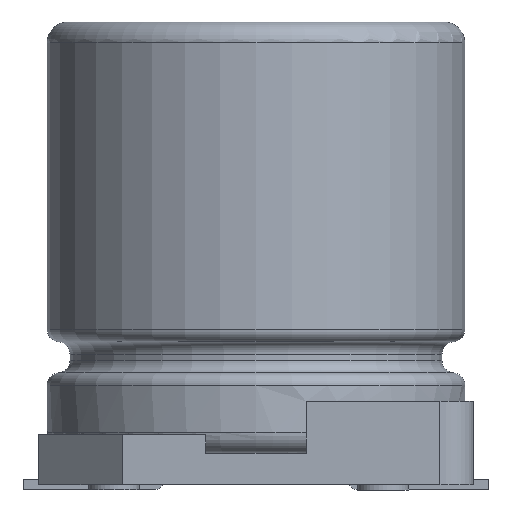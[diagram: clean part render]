
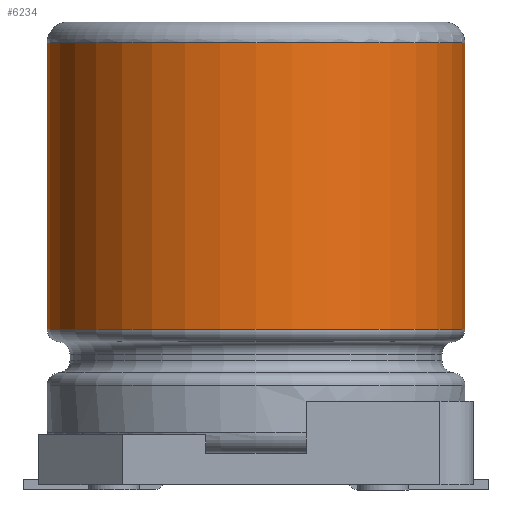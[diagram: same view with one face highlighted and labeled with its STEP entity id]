
A CAD part, front view. The second image highlights one B-rep face of the part: STEP entity #6234.
In plain terms, the highlighted cylindrical face has radius 6.25 mm (diameter 12.5 mm), a full revolution.
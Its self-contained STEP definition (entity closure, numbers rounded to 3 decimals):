
#121=CYLINDRICAL_SURFACE('',#6582,6.25);
#223=CIRCLE('',#6573,6.25);
#226=CIRCLE('',#6578,6.25);
#1124=ORIENTED_EDGE('',*,*,#2022,.T.);
#1125=ORIENTED_EDGE('',*,*,#2019,.T.);
#2019=EDGE_CURVE('',#2526,#2526,#223,.T.);
#2022=EDGE_CURVE('',#2527,#2527,#226,.T.);
#2526=VERTEX_POINT('',#9543);
#2527=VERTEX_POINT('',#9549);
#3770=EDGE_LOOP('',(#1124));
#3771=EDGE_LOOP('',(#1125));
#4069=FACE_BOUND('',#3770,.T.);
#4070=FACE_BOUND('',#3771,.T.);
#6234=ADVANCED_FACE('',(#4069,#4070),#121,.T.);
#6573=AXIS2_PLACEMENT_3D('',#9542,#7535,#7536);
#6578=AXIS2_PLACEMENT_3D('',#9548,#7545,#7546);
#6582=AXIS2_PLACEMENT_3D('',#9553,#7553,#7554);
#7535=DIRECTION('',(0.,0.,-1.));
#7536=DIRECTION('',(0.,1.,0.));
#7545=DIRECTION('',(0.,0.,1.));
#7546=DIRECTION('',(0.,-1.,0.));
#7553=DIRECTION('',(0.,0.,-1.));
#7554=DIRECTION('',(0.,-1.,0.));
#9542=CARTESIAN_POINT('',(0.,0.,13.225));
#9543=CARTESIAN_POINT('',(0.,6.25,13.225));
#9548=CARTESIAN_POINT('',(0.,0.,4.658));
#9549=CARTESIAN_POINT('',(0.,-6.25,4.658));
#9553=CARTESIAN_POINT('',(0.,0.,10.85));
